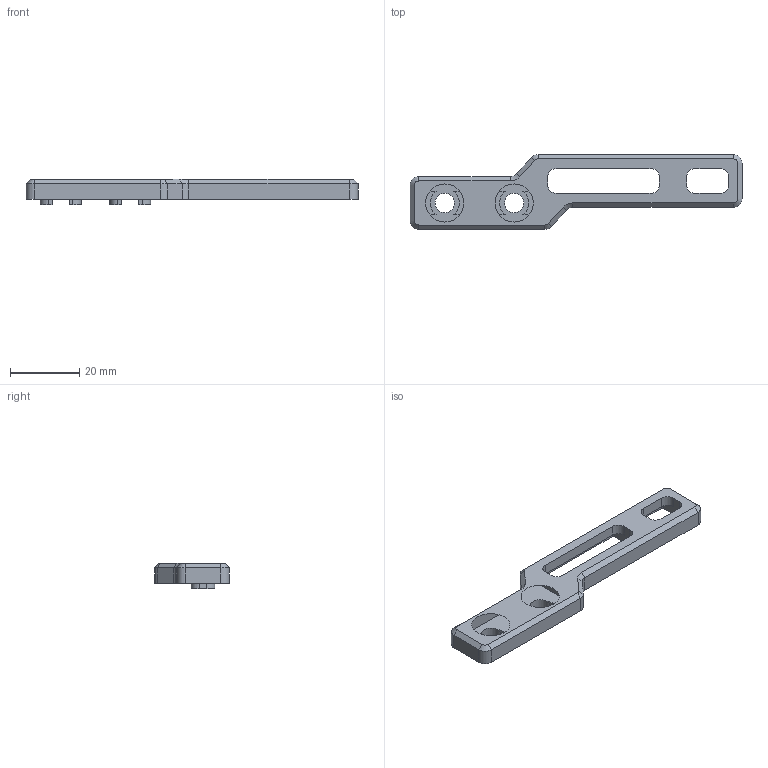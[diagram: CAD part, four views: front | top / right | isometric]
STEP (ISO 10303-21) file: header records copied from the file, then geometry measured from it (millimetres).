
FILE_DESCRIPTION(/* description */ (''),/* implementation_level */ '2;1');
FILE_NAME(/* name */ 'OHM Right v16.step',/* time_stamp */ '2021-04-20T07:16:21-05:00',/* author */ (''),/* organization */ (''),/* preprocessor_version */ 'ST-DEVELOPER v18.1',/* originating_system */ 'Autodesk Translation Framework v10.6.0.1341',/* authorisation */ '');
FILE_SCHEMA (('AUTOMOTIVE_DESIGN { 1 0 10303 214 3 1 1 }'));
Length unit declared in the file: inch
Products named in the file (1): OHM
Bounding box: 95.66 x 21.59 x 7.24 mm (x, y, z)
Volume: 5808.1 mm3; surface area: 4397.9 mm2
Topology: 1 solids, 1 shells, 98 faces, 260 edges, 168 vertices
Faces by surface type: plane 50, cylinder 38, cone 10
Full cylindrical faces by diameter (mm): 5.56 x2
Entity records: 3084 total; most frequent: DIRECTION 546, CARTESIAN_POINT 527, ORIENTED_EDGE 520, EDGE_CURVE 260, AXIS2_PLACEMENT_3D 187, LINE 172, VECTOR 172, VERTEX_POINT 168
